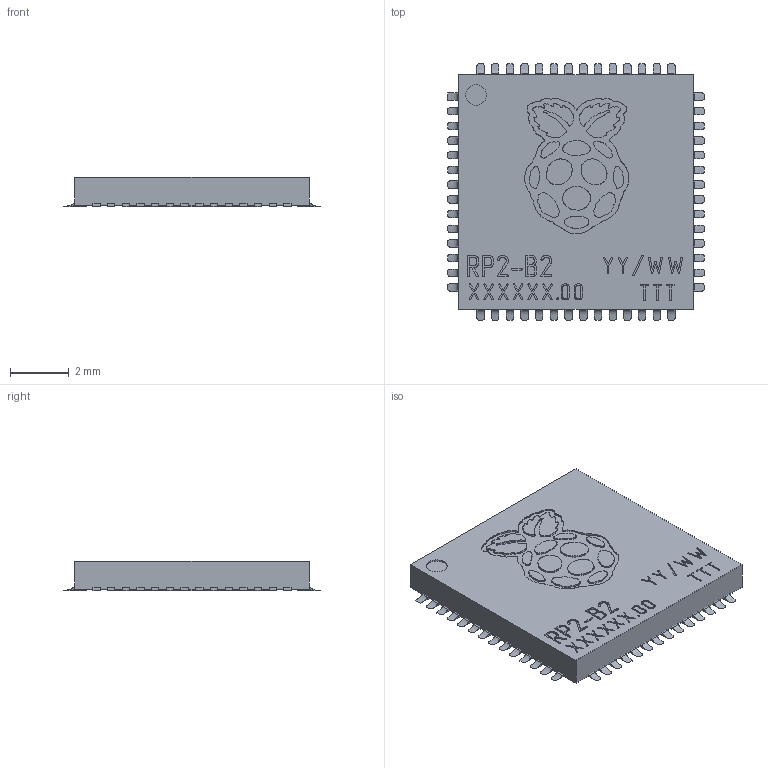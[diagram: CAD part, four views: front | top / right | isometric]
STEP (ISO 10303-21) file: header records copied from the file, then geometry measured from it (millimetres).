
FILE_DESCRIPTION(('STEP AP242'), '1');
FILE_NAME('QFN-56', '', ('UNSPECIFIED'), ('UNSPECIFIED'), 'C3D Converter', 'C3D Toolkit', '');
FILE_SCHEMA(('AP242_MANAGED_MODEL_BASED_3D_ENGINEERING_MIM_LF { 1 0 10303 442 1 1 4 }'));
Length unit declared in the file: millimetre
Products named in the file (5): ASSEMBLY; Body; ThermalPin; PinsArrayLR; PinsArrayTB
Assembly tree (4 placements, depth 2):
  ASSEMBLY
    Body
    ThermalPin
    PinsArrayLR
    PinsArrayTB
Bounding box: 8.75 x 8.75 x 1 mm (x, y, z)
Volume: 63.3 mm3; surface area: 272.6 mm2
Topology: 139 solids, 139 shells, 1902 faces, 4740 edges, 3160 vertices
Faces by surface type: plane 1024, extrusion 876, cylinder 2
Full cylindrical faces by diameter (mm): 0.7 x2
Entity records: 71265 total; most frequent: CARTESIAN_POINT 20655, ORIENTED_EDGE 9476, DIRECTION 5928, EDGE_CURVE 4738, VECTOR 3858, VERTEX_POINT 3160, LINE 2982, B_SPLINE_CURVE_WITH_KNOTS 2628
